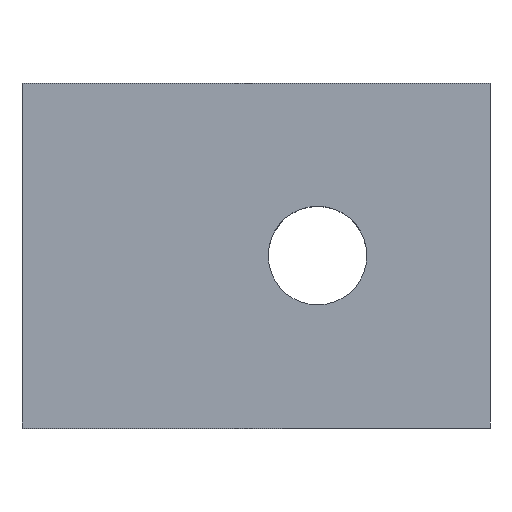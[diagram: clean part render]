
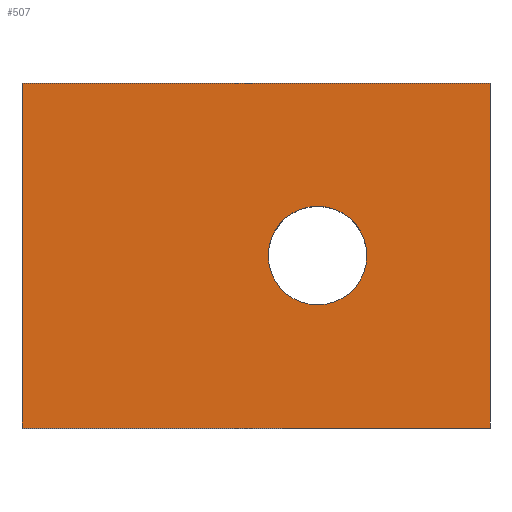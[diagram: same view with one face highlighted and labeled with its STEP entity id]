
A CAD part, top view. The second image highlights one B-rep face of the part: STEP entity #507.
In plain terms, the highlighted planar face has unit normal (0, 0, 1).
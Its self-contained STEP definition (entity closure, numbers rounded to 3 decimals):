
#9 = LINE ( 'NONE', #334, #376 ) ;
#11 = EDGE_CURVE ( 'NONE', #322, #418, #588, .T. ) ;
#14 = EDGE_CURVE ( 'NONE', #192, #21, #36, .T. ) ;
#16 = CARTESIAN_POINT ( 'NONE',  ( 12., 7., 0. ) ) ;
#21 = VERTEX_POINT ( 'NONE', #202 ) ;
#31 = DIRECTION ( 'NONE',  ( -1., 0., 0. ) ) ;
#35 = CARTESIAN_POINT ( 'NONE',  ( 19., 14., 0. ) ) ;
#36 = LINE ( 'NONE', #282, #47 ) ;
#47 = VECTOR ( 'NONE', #515, 1000. ) ;
#59 = EDGE_CURVE ( 'NONE', #288, #21, #9, .T. ) ;
#66 = ORIENTED_EDGE ( 'NONE', *, *, #541, .F. ) ;
#129 = FACE_OUTER_BOUND ( 'NONE', #398, .T. ) ;
#134 = CARTESIAN_POINT ( 'NONE',  ( 10., 7., 0. ) ) ;
#140 = FACE_BOUND ( 'NONE', #310, .T. ) ;
#160 = DIRECTION ( 'NONE',  ( 0., 0., -1. ) ) ;
#183 = ORIENTED_EDGE ( 'NONE', *, *, #11, .T. ) ;
#192 = VERTEX_POINT ( 'NONE', #35 ) ;
#197 = ORIENTED_EDGE ( 'NONE', *, *, #304, .T. ) ;
#202 = CARTESIAN_POINT ( 'NONE',  ( 19., 0., 0. ) ) ;
#204 = DIRECTION ( 'NONE',  ( 1., 0., 0. ) ) ;
#212 = DIRECTION ( 'NONE',  ( 0., -1., 0. ) ) ;
#246 = DIRECTION ( 'NONE',  ( -1., 0., 0. ) ) ;
#253 = CARTESIAN_POINT ( 'NONE',  ( 0., 14., 0. ) ) ;
#269 = VERTEX_POINT ( 'NONE', #423 ) ;
#277 = ORIENTED_EDGE ( 'NONE', *, *, #499, .T. ) ;
#278 = AXIS2_PLACEMENT_3D ( 'NONE', #16, #160, #467 ) ;
#282 = CARTESIAN_POINT ( 'NONE',  ( 19., 14., 0. ) ) ;
#288 = VERTEX_POINT ( 'NONE', #526 ) ;
#289 = CARTESIAN_POINT ( 'NONE',  ( 0., 14., 0. ) ) ;
#304 = EDGE_CURVE ( 'NONE', #269, #288, #477, .T. ) ;
#310 = EDGE_LOOP ( 'NONE', ( #277, #183 ) ) ;
#322 = VERTEX_POINT ( 'NONE', #530 ) ;
#334 = CARTESIAN_POINT ( 'NONE',  ( 0., 0., 0. ) ) ;
#376 = VECTOR ( 'NONE', #430, 1000. ) ;
#398 = EDGE_LOOP ( 'NONE', ( #557, #512, #66, #197 ) ) ;
#401 = CIRCLE ( 'NONE', #409, 2. ) ;
#409 = AXIS2_PLACEMENT_3D ( 'NONE', #572, #478, #31 ) ;
#418 = VERTEX_POINT ( 'NONE', #134 ) ;
#423 = CARTESIAN_POINT ( 'NONE',  ( 0., 14., 0. ) ) ;
#430 = DIRECTION ( 'NONE',  ( 1., 0., 0. ) ) ;
#467 = DIRECTION ( 'NONE',  ( -1., 0., 0. ) ) ;
#471 = DIRECTION ( 'NONE',  ( 0., 0., -1. ) ) ;
#476 = CARTESIAN_POINT ( 'NONE',  ( 0., 14., 0. ) ) ;
#477 = LINE ( 'NONE', #289, #523 ) ;
#478 = DIRECTION ( 'NONE',  ( 0., 0., -1. ) ) ;
#484 = AXIS2_PLACEMENT_3D ( 'NONE', #476, #471, #246 ) ;
#499 = EDGE_CURVE ( 'NONE', #418, #322, #401, .T. ) ;
#504 = VECTOR ( 'NONE', #204, 1000. ) ;
#507 = ADVANCED_FACE ( 'NONE', ( #140, #129 ), #568, .F. ) ;
#512 = ORIENTED_EDGE ( 'NONE', *, *, #14, .F. ) ;
#515 = DIRECTION ( 'NONE',  ( 0., -1., 0. ) ) ;
#523 = VECTOR ( 'NONE', #212, 1000. ) ;
#526 = CARTESIAN_POINT ( 'NONE',  ( 0., 0., 0. ) ) ;
#530 = CARTESIAN_POINT ( 'NONE',  ( 14., 7., 0. ) ) ;
#541 = EDGE_CURVE ( 'NONE', #269, #192, #563, .T. ) ;
#557 = ORIENTED_EDGE ( 'NONE', *, *, #59, .T. ) ;
#563 = LINE ( 'NONE', #253, #504 ) ;
#568 = PLANE ( 'NONE',  #484 ) ;
#572 = CARTESIAN_POINT ( 'NONE',  ( 12., 7., 0. ) ) ;
#588 = CIRCLE ( 'NONE', #278, 2. ) ;
